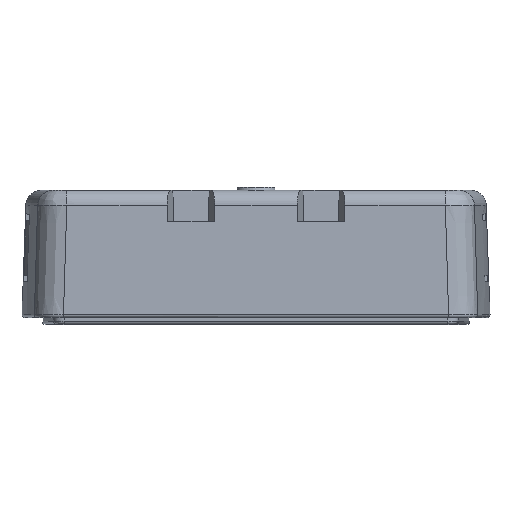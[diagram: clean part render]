
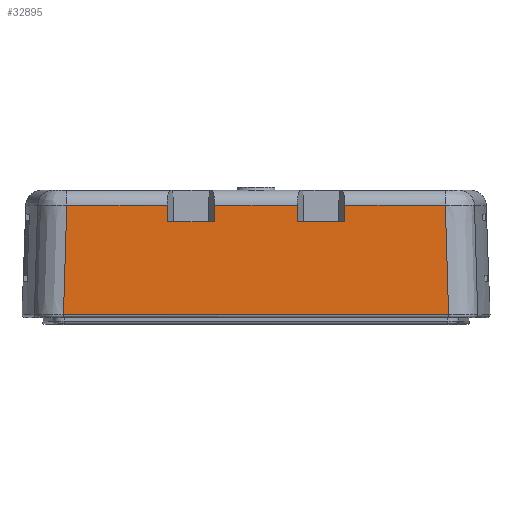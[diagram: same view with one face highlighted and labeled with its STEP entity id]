
A CAD part, left-side view. The second image highlights one B-rep face of the part: STEP entity #32895.
In plain terms, the highlighted planar face has unit normal (-0.999, 0, 0.035).
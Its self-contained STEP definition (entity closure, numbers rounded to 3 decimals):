
#32818=AXIS2_PLACEMENT_3D('Plane Axis2P3D',#32815,#32816,#32817) ;
#30504=CARTESIAN_POINT('Vertex',(0.,73.778,15.017)) ;
#30602=CARTESIAN_POINT('Vertex',(0.,7.163,15.017)) ;
#30866=CARTESIAN_POINT('Control Point',(0.659,7.728,33.894)) ;
#30867=CARTESIAN_POINT('Control Point',(0.439,7.54,27.602)) ;
#30868=CARTESIAN_POINT('Control Point',(0.22,7.351,21.31)) ;
#30869=CARTESIAN_POINT('Control Point',(0.,7.163,15.017)) ;
#30870=CARTESIAN_POINT('Vertex',(0.659,7.728,33.894)) ;
#32464=CARTESIAN_POINT('Line Origine',(0.,2.835,15.017)) ;
#32499=CARTESIAN_POINT('Control Point',(0.659,73.213,33.894)) ;
#32500=CARTESIAN_POINT('Control Point',(0.439,73.401,27.602)) ;
#32501=CARTESIAN_POINT('Control Point',(0.22,73.59,21.31)) ;
#32502=CARTESIAN_POINT('Control Point',(0.,73.778,15.017)) ;
#32503=CARTESIAN_POINT('Vertex',(0.659,73.213,33.894)) ;
#32815=CARTESIAN_POINT('Axis2P3D Location',(-0.018,2.835,14.5)) ;
#32820=CARTESIAN_POINT('Line Origine',(0.659,16.419,33.894)) ;
#32824=CARTESIAN_POINT('Vertex',(0.659,25.11,33.894)) ;
#32827=CARTESIAN_POINT('Line Origine',(0.61,25.147,32.497)) ;
#32831=CARTESIAN_POINT('Vertex',(0.562,25.185,31.1)) ;
#32834=CARTESIAN_POINT('Line Origine',(0.562,29.222,31.1)) ;
#32838=CARTESIAN_POINT('Vertex',(0.562,33.259,31.1)) ;
#32841=CARTESIAN_POINT('Line Origine',(0.61,33.296,32.497)) ;
#32845=CARTESIAN_POINT('Vertex',(0.659,33.334,33.894)) ;
#32848=CARTESIAN_POINT('Line Origine',(0.659,40.472,33.894)) ;
#32852=CARTESIAN_POINT('Vertex',(0.659,47.61,33.894)) ;
#32855=CARTESIAN_POINT('Line Origine',(0.61,47.647,32.497)) ;
#32859=CARTESIAN_POINT('Vertex',(0.562,47.685,31.1)) ;
#32862=CARTESIAN_POINT('Line Origine',(0.562,51.722,31.1)) ;
#32866=CARTESIAN_POINT('Vertex',(0.562,55.759,31.1)) ;
#32869=CARTESIAN_POINT('Line Origine',(0.61,55.796,32.497)) ;
#32873=CARTESIAN_POINT('Vertex',(0.659,55.834,33.894)) ;
#32876=CARTESIAN_POINT('Line Origine',(0.659,64.523,33.894)) ;
#32465=DIRECTION('Vector Direction',(0.,1.,0.)) ;
#32816=DIRECTION('Axis2P3D Direction',(-0.999,0.,0.035)) ;
#32817=DIRECTION('Axis2P3D XDirection',(-0.035,0.,-0.999)) ;
#32821=DIRECTION('Vector Direction',(0.,1.,0.)) ;
#32828=DIRECTION('Vector Direction',(0.035,-0.027,0.999)) ;
#32835=DIRECTION('Vector Direction',(0.,1.,0.)) ;
#32842=DIRECTION('Vector Direction',(-0.035,-0.027,-0.999)) ;
#32849=DIRECTION('Vector Direction',(0.,1.,0.)) ;
#32856=DIRECTION('Vector Direction',(-0.035,0.027,-0.999)) ;
#32863=DIRECTION('Vector Direction',(0.,-1.,0.)) ;
#32870=DIRECTION('Vector Direction',(0.035,0.027,0.999)) ;
#32877=DIRECTION('Vector Direction',(0.,1.,0.)) ;
#32466=VECTOR('Line Direction',#32465,1.) ;
#32822=VECTOR('Line Direction',#32821,1.) ;
#32829=VECTOR('Line Direction',#32828,1.) ;
#32836=VECTOR('Line Direction',#32835,1.) ;
#32843=VECTOR('Line Direction',#32842,1.) ;
#32850=VECTOR('Line Direction',#32849,1.) ;
#32857=VECTOR('Line Direction',#32856,1.) ;
#32864=VECTOR('Line Direction',#32863,1.) ;
#32871=VECTOR('Line Direction',#32870,1.) ;
#32878=VECTOR('Line Direction',#32877,1.) ;
#32882=ORIENTED_EDGE('',*,*,#32505,.T.) ;
#32883=ORIENTED_EDGE('',*,*,#32468,.T.) ;
#32884=ORIENTED_EDGE('',*,*,#30872,.T.) ;
#32885=ORIENTED_EDGE('',*,*,#32826,.T.) ;
#32886=ORIENTED_EDGE('',*,*,#32833,.F.) ;
#32887=ORIENTED_EDGE('',*,*,#32840,.T.) ;
#32888=ORIENTED_EDGE('',*,*,#32847,.F.) ;
#32889=ORIENTED_EDGE('',*,*,#32854,.T.) ;
#32890=ORIENTED_EDGE('',*,*,#32861,.T.) ;
#32891=ORIENTED_EDGE('',*,*,#32868,.F.) ;
#32892=ORIENTED_EDGE('',*,*,#32875,.T.) ;
#32893=ORIENTED_EDGE('',*,*,#32880,.T.) ;
#32895=ADVANCED_FACE('1469343-1-0.1\\1002\\BREP_WITH_VOIDS #58',(#32894),#32819,.T.) ;
#30872=EDGE_CURVE('',#30603,#30871,#30865,.F.) ;
#32468=EDGE_CURVE('',#30505,#30603,#32467,.F.) ;
#32505=EDGE_CURVE('',#32504,#30505,#32498,.T.) ;
#32826=EDGE_CURVE('',#30871,#32825,#32823,.T.) ;
#32833=EDGE_CURVE('',#32832,#32825,#32830,.T.) ;
#32840=EDGE_CURVE('',#32832,#32839,#32837,.T.) ;
#32847=EDGE_CURVE('',#32846,#32839,#32844,.T.) ;
#32854=EDGE_CURVE('',#32846,#32853,#32851,.T.) ;
#32861=EDGE_CURVE('',#32853,#32860,#32858,.T.) ;
#32868=EDGE_CURVE('',#32867,#32860,#32865,.T.) ;
#32875=EDGE_CURVE('',#32867,#32874,#32872,.T.) ;
#32880=EDGE_CURVE('',#32874,#32504,#32879,.T.) ;
#32881=EDGE_LOOP('',(#32882,#32883,#32884,#32885,#32886,#32887,#32888,#32889,#32890,#32891,#32892,#32893)) ;
#32894=FACE_OUTER_BOUND('',#32881,.T.) ;
#32467=LINE('Line',#32464,#32466) ;
#32823=LINE('Line',#32820,#32822) ;
#32830=LINE('Line',#32827,#32829) ;
#32837=LINE('Line',#32834,#32836) ;
#32844=LINE('Line',#32841,#32843) ;
#32851=LINE('Line',#32848,#32850) ;
#32858=LINE('Line',#32855,#32857) ;
#32865=LINE('Line',#32862,#32864) ;
#32872=LINE('Line',#32869,#32871) ;
#32879=LINE('Line',#32876,#32878) ;
#32819=PLANE('',#32818) ;
#30505=VERTEX_POINT('',#30504) ;
#30603=VERTEX_POINT('',#30602) ;
#30871=VERTEX_POINT('',#30870) ;
#32504=VERTEX_POINT('',#32503) ;
#32825=VERTEX_POINT('',#32824) ;
#32832=VERTEX_POINT('',#32831) ;
#32839=VERTEX_POINT('',#32838) ;
#32846=VERTEX_POINT('',#32845) ;
#32853=VERTEX_POINT('',#32852) ;
#32860=VERTEX_POINT('',#32859) ;
#32867=VERTEX_POINT('',#32866) ;
#32874=VERTEX_POINT('',#32873) ;
#30865=(BOUNDED_CURVE()B_SPLINE_CURVE(3,(#30866,#30867,#30868,#30869),.UNSPECIFIED.,.F.,.U.)B_SPLINE_CURVE_WITH_KNOTS((4,4),(0.114,19.011),.UNSPECIFIED.)CURVE()GEOMETRIC_REPRESENTATION_ITEM()RATIONAL_B_SPLINE_CURVE((1.,1.,1.,1.))REPRESENTATION_ITEM('')) ;
#32498=(BOUNDED_CURVE()B_SPLINE_CURVE(3,(#32499,#32500,#32501,#32502),.UNSPECIFIED.,.F.,.U.)B_SPLINE_CURVE_WITH_KNOTS((4,4),(0.114,19.011),.UNSPECIFIED.)CURVE()GEOMETRIC_REPRESENTATION_ITEM()RATIONAL_B_SPLINE_CURVE((1.,1.,1.,1.))REPRESENTATION_ITEM('')) ;
